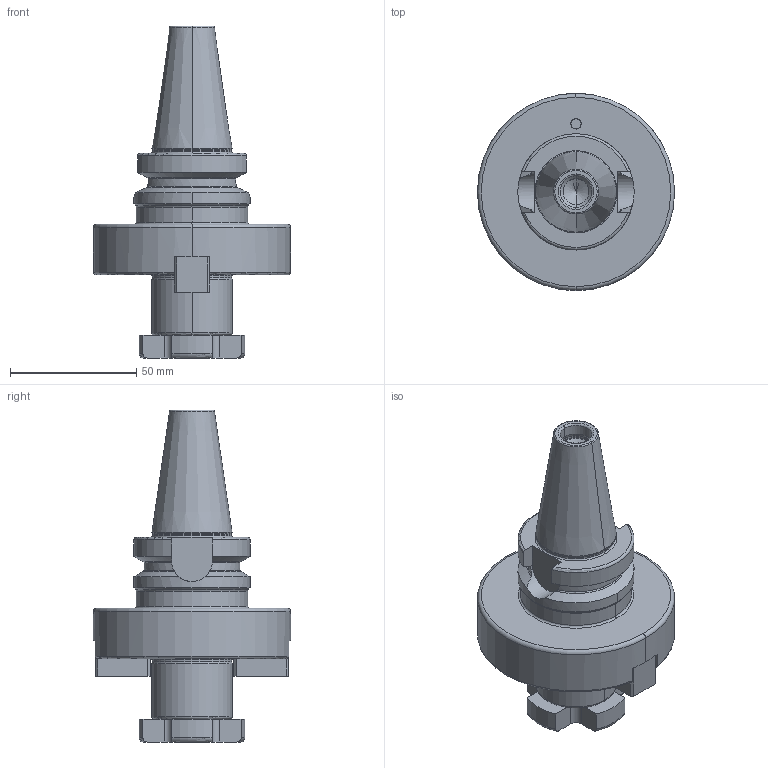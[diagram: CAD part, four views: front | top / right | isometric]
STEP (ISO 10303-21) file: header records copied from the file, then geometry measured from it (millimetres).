
FILE_DESCRIPTION((''),'2;1');
FILE_NAME('305_11_32','2020-07-16T',('101107'),(''),'CREO PARAMETRIC BY PTC INC, 2015290','CREO PARAMETRIC BY PTC INC, 2015290','');
FILE_SCHEMA(('CONFIG_CONTROL_DESIGN'));
Length unit declared in the file: millimetre
Products named in the file (1): 305_11_32
Bounding box: 78 x 78 x 131.4 mm (x, y, z)
Volume: 183967.9 mm3; surface area: 34918.8 mm2
Topology: 1 solids, 4 shells, 216 faces, 512 edges, 312 vertices
Faces by surface type: plane 82, cylinder 62, torus 40, cone 32
Entity records: 6431 total; most frequent: CARTESIAN_POINT 1327, DIRECTION 1127, ORIENTED_EDGE 1016, EDGE_CURVE 508, AXIS2_PLACEMENT_3D 442, VERTEX_POINT 312, VECTOR 243, LINE 243
